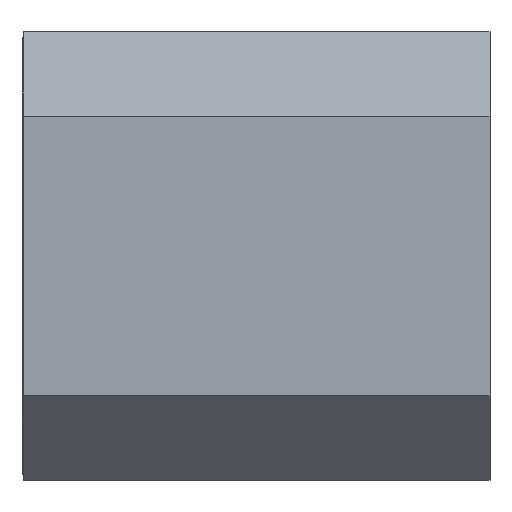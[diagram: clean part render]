
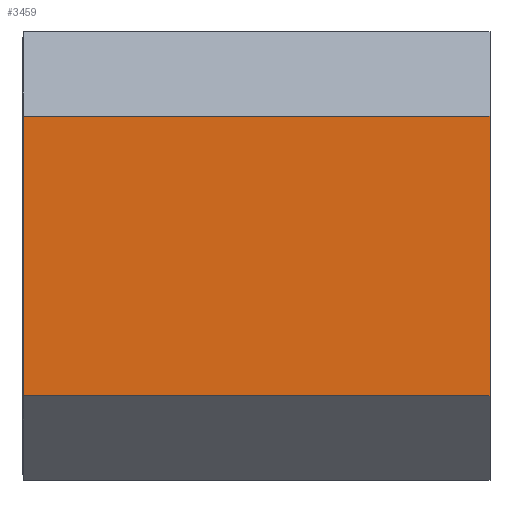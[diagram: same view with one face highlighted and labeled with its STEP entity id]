
A CAD part, left-side view. The second image highlights one B-rep face of the part: STEP entity #3459.
In plain terms, the highlighted planar face has unit normal (-1, 0, 0).
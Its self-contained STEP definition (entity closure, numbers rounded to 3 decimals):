
#190 = VECTOR ( 'NONE', #4477, 1000. ) ;
#421 = LINE ( 'NONE', #484, #6297 ) ;
#484 = CARTESIAN_POINT ( 'NONE',  ( -1.99, 0., -1.99 ) ) ;
#499 = DIRECTION ( 'NONE',  ( 0., 0., -1. ) ) ;
#589 = LINE ( 'NONE', #1059, #190 ) ;
#1059 = CARTESIAN_POINT ( 'NONE',  ( -1.99, 4.14, -3.23 ) ) ;
#1263 = VERTEX_POINT ( 'NONE', #4331 ) ;
#1322 = CARTESIAN_POINT ( 'NONE',  ( -1.99, 4.15, 1.24 ) ) ;
#1979 = ORIENTED_EDGE ( 'NONE', *, *, #2433, .F. ) ;
#2102 = CARTESIAN_POINT ( 'NONE',  ( -1.99, 0., -1.24 ) ) ;
#2320 = DIRECTION ( 'NONE',  ( 0., -1., 0. ) ) ;
#2324 = EDGE_CURVE ( 'NONE', #5284, #2402, #2830, .T. ) ;
#2402 = VERTEX_POINT ( 'NONE', #5312 ) ;
#2433 = EDGE_CURVE ( 'NONE', #1263, #5284, #589, .T. ) ;
#2498 = VECTOR ( 'NONE', #5968, 1000. ) ;
#2647 = VECTOR ( 'NONE', #2320, 1000. ) ;
#2830 = LINE ( 'NONE', #1322, #2647 ) ;
#2944 = AXIS2_PLACEMENT_3D ( 'NONE', #5479, #4049, #499 ) ;
#3193 = VERTEX_POINT ( 'NONE', #2102 ) ;
#3459 = ADVANCED_FACE ( 'NONE', ( #5419 ), #4459, .F. ) ;
#4049 = DIRECTION ( 'NONE',  ( 1., 0., 0. ) ) ;
#4301 = EDGE_LOOP ( 'NONE', ( #5935, #5445, #4747, #1979 ) ) ;
#4331 = CARTESIAN_POINT ( 'NONE',  ( -1.99, 4.14, -1.24 ) ) ;
#4459 = PLANE ( 'NONE',  #2944 ) ;
#4477 = DIRECTION ( 'NONE',  ( 0., 0., 1. ) ) ;
#4723 = CARTESIAN_POINT ( 'NONE',  ( -1.99, 4.14, 1.24 ) ) ;
#4747 = ORIENTED_EDGE ( 'NONE', *, *, #2324, .F. ) ;
#5099 = LINE ( 'NONE', #6031, #2498 ) ;
#5236 = EDGE_CURVE ( 'NONE', #3193, #1263, #5099, .T. ) ;
#5284 = VERTEX_POINT ( 'NONE', #4723 ) ;
#5312 = CARTESIAN_POINT ( 'NONE',  ( -1.99, 0., 1.24 ) ) ;
#5419 = FACE_OUTER_BOUND ( 'NONE', #4301, .T. ) ;
#5445 = ORIENTED_EDGE ( 'NONE', *, *, #6299, .F. ) ;
#5479 = CARTESIAN_POINT ( 'NONE',  ( -1.99, 4.15, -1.99 ) ) ;
#5935 = ORIENTED_EDGE ( 'NONE', *, *, #5236, .F. ) ;
#5950 = DIRECTION ( 'NONE',  ( 0., 0., -1. ) ) ;
#5968 = DIRECTION ( 'NONE',  ( 0., 1., 0. ) ) ;
#6031 = CARTESIAN_POINT ( 'NONE',  ( -1.99, 4.15, -1.24 ) ) ;
#6297 = VECTOR ( 'NONE', #5950, 1000. ) ;
#6299 = EDGE_CURVE ( 'NONE', #2402, #3193, #421, .T. ) ;
